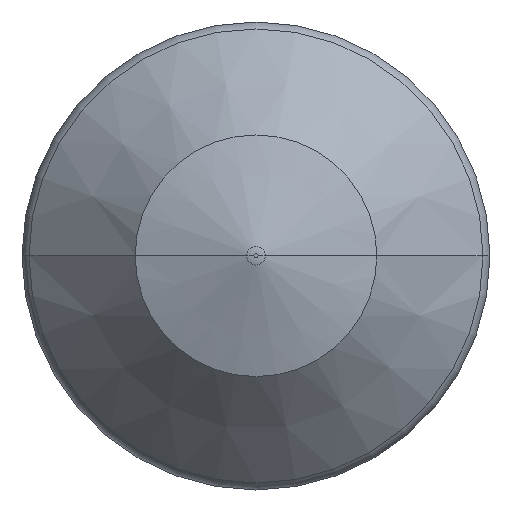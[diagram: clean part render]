
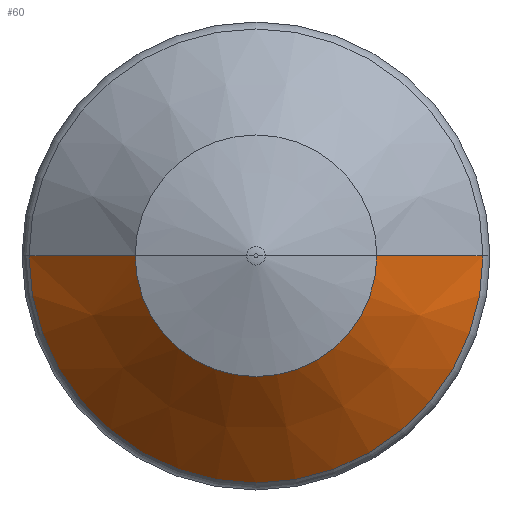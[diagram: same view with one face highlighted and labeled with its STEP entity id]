
A CAD part, top view. The second image highlights one B-rep face of the part: STEP entity #60.
In plain terms, the highlighted conical face has half-angle 45 degrees and reference radius 6 mm.
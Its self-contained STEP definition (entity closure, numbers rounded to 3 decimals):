
#10 = EDGE_CURVE ( 'NONE', #161, #177, #302, .T. ) ;
#58 = EDGE_CURVE ( 'NONE', #177, #204, #333, .T. ) ;
#60 = ADVANCED_FACE ( 'NONE', ( #334 ), #509, .T. ) ;
#64 = ORIENTED_EDGE ( 'NONE', *, *, #58, .T. ) ;
#86 = EDGE_CURVE ( 'NONE', #161, #203, #522, .T. ) ;
#88 = EDGE_LOOP ( 'NONE', ( #350, #371, #209, #64 ) ) ;
#123 = EDGE_CURVE ( 'NONE', #203, #204, #576, .T. ) ;
#161 = VERTEX_POINT ( 'NONE', #711 ) ;
#177 = VERTEX_POINT ( 'NONE', #694 ) ;
#203 = VERTEX_POINT ( 'NONE', #766 ) ;
#204 = VERTEX_POINT ( 'NONE', #677 ) ;
#209 = ORIENTED_EDGE ( 'NONE', *, *, #10, .T. ) ;
#261 = DIRECTION ( 'NONE',  ( 1., 0., 0. ) ) ;
#262 = DIRECTION ( 'NONE',  ( 0., 0., 1. ) ) ;
#298 = DIRECTION ( 'NONE',  ( -0.707, 0., -0.707 ) ) ;
#299 = VECTOR ( 'NONE', #298, 1000. ) ;
#301 = CARTESIAN_POINT ( 'NONE',  ( -6., 0., 94.597 ) ) ;
#302 = LINE ( 'NONE', #301, #299 ) ;
#305 = AXIS2_PLACEMENT_3D ( 'NONE', #341, #262, #261 ) ;
#333 = CIRCLE ( 'NONE', #305, 11.272 ) ;
#334 = FACE_OUTER_BOUND ( 'NONE', #88, .T. ) ;
#341 = CARTESIAN_POINT ( 'NONE',  ( 0., 0., 89.325 ) ) ;
#350 = ORIENTED_EDGE ( 'NONE', *, *, #123, .F. ) ;
#371 = ORIENTED_EDGE ( 'NONE', *, *, #86, .F. ) ;
#377 = DIRECTION ( 'NONE',  ( 0., 0., -1. ) ) ;
#439 = DIRECTION ( 'NONE',  ( 1., 0., 0. ) ) ;
#440 = DIRECTION ( 'NONE',  ( 0., 0., 1. ) ) ;
#441 = CARTESIAN_POINT ( 'NONE',  ( 0., 0., 94.597 ) ) ;
#442 = AXIS2_PLACEMENT_3D ( 'NONE', #441, #440, #439 ) ;
#454 = AXIS2_PLACEMENT_3D ( 'NONE', #488, #377, #482 ) ;
#482 = DIRECTION ( 'NONE',  ( -1., 0., 0. ) ) ;
#488 = CARTESIAN_POINT ( 'NONE',  ( 0., 0., 94.597 ) ) ;
#509 = CONICAL_SURFACE ( 'NONE', #454, 6., 0.785 ) ;
#522 = CIRCLE ( 'NONE', #442, 6. ) ;
#572 = DIRECTION ( 'NONE',  ( 0.707, 0., -0.707 ) ) ;
#573 = VECTOR ( 'NONE', #572, 1000. ) ;
#574 = CARTESIAN_POINT ( 'NONE',  ( 6., 0., 94.597 ) ) ;
#576 = LINE ( 'NONE', #574, #573 ) ;
#677 = CARTESIAN_POINT ( 'NONE',  ( 11.272, 0., 89.325 ) ) ;
#694 = CARTESIAN_POINT ( 'NONE',  ( -11.272, 0., 89.325 ) ) ;
#711 = CARTESIAN_POINT ( 'NONE',  ( -6., 0., 94.597 ) ) ;
#766 = CARTESIAN_POINT ( 'NONE',  ( 6., 0., 94.597 ) ) ;
